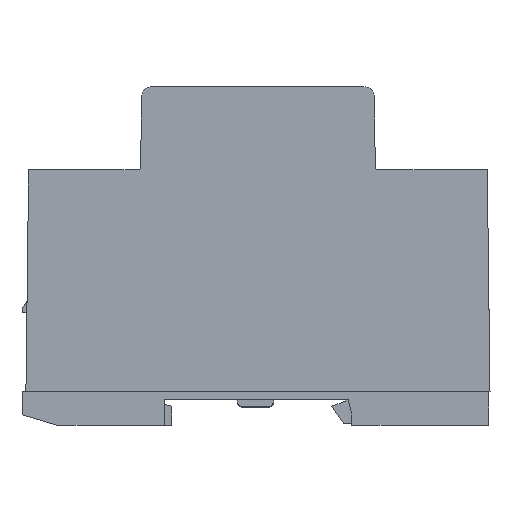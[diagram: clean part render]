
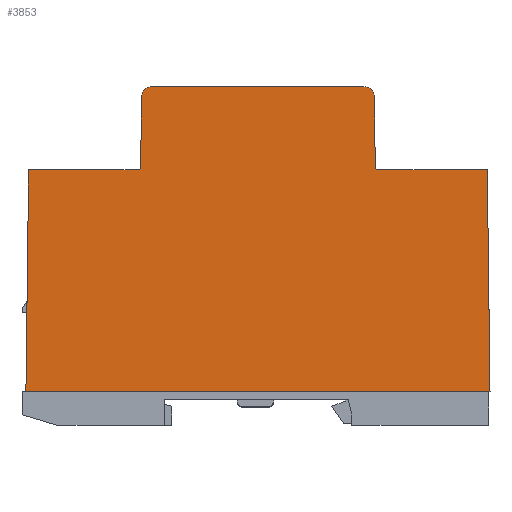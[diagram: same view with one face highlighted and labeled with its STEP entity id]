
A CAD part, left-side view. The second image highlights one B-rep face of the part: STEP entity #3853.
In plain terms, the highlighted planar face has unit normal (-1, 0, 0).
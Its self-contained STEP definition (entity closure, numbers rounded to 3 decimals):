
#3853=ADVANCED_FACE('',(#10153),#10154,.F.);
#3983=VERTEX_POINT('',#10366);
#3991=VERTEX_POINT('',#10374);
#3995=EDGE_CURVE('',#3991,#3983,#10378,.T.);
#3997=VERTEX_POINT('',#10380);
#4003=VERTEX_POINT('',#10386);
#4005=EDGE_CURVE('',#3997,#4003,#10388,.T.);
#4013=VERTEX_POINT('',#10396);
#4019=VERTEX_POINT('',#10402);
#4021=EDGE_CURVE('',#4013,#4019,#10404,.T.);
#4031=VERTEX_POINT('',#10414);
#4039=VERTEX_POINT('',#10422);
#4043=EDGE_CURVE('',#4039,#4031,#10426,.T.);
#5385=VERTEX_POINT('',#11768);
#5387=EDGE_CURVE('',#4003,#5385,#11770,.T.);
#8273=VERTEX_POINT('',#14656);
#8275=VERTEX_POINT('',#14658);
#8277=EDGE_CURVE('',#8273,#8275,#14660,.T.);
#8319=VERTEX_POINT('',#14702);
#8321=EDGE_CURVE('',#8273,#8319,#14704,.T.);
#8349=VERTEX_POINT('',#14732);
#8351=VERTEX_POINT('',#14734);
#8353=EDGE_CURVE('',#8349,#8351,#14736,.T.);
#8385=EDGE_CURVE('',#4031,#8349,#14768,.T.);
#8387=EDGE_CURVE('',#8351,#8275,#14770,.T.);
#8389=EDGE_CURVE('',#4019,#4039,#14772,.T.);
#8391=EDGE_CURVE('',#5385,#4013,#14774,.T.);
#8393=VERTEX_POINT('',#14776);
#8395=EDGE_CURVE('',#8393,#3997,#14778,.T.);
#8397=VERTEX_POINT('',#14780);
#8399=EDGE_CURVE('',#8397,#8393,#14782,.T.);
#8401=EDGE_CURVE('',#3983,#8397,#14784,.T.);
#8403=EDGE_CURVE('',#8319,#3991,#14786,.T.);
#10153=FACE_OUTER_BOUND('',#16530,.T.);
#10154=PLANE('',#16531);
#10366=CARTESIAN_POINT('',(0.25,67.143,49.144));
#10374=CARTESIAN_POINT('',(0.25,67.494,49.0));
#10378=CIRCLE('',#16761,0.5);
#10380=CARTESIAN_POINT('',(0.25,66.234,64.423));
#10386=CARTESIAN_POINT('',(0.25,64.829,65.0));
#10388=CIRCLE('',#16774,2.0);
#10396=CARTESIAN_POINT('',(0.25,22.766,64.423));
#10402=CARTESIAN_POINT('',(0.25,22.171,63.024));
#10404=CIRCLE('',#16796,2.0);
#10414=CARTESIAN_POINT('',(0.25,21.857,49.144));
#10422=CARTESIAN_POINT('',(0.25,22.006,49.494));
#10426=CIRCLE('',#16827,0.5);
#11768=CARTESIAN_POINT('',(0.25,24.171,65.0));
#11770=LINE('',#18983,#18984);
#14656=CARTESIAN_POINT('',(0.25,89.,6.501));
#14658=CARTESIAN_POINT('',(0.25,0.,6.501));
#14660=LINE('',#23721,#23722);
#14702=CARTESIAN_POINT('',(0.25,88.481,49.0));
#14704=LINE('',#23789,#23790);
#14732=CARTESIAN_POINT('',(0.25,21.506,49.0));
#14734=CARTESIAN_POINT('',(0.25,0.519,49.0));
#14736=LINE('',#23841,#23842);
#14768=CIRCLE('',#23888,0.5);
#14770=LINE('',#23891,#23892);
#14772=LINE('',#23895,#23896);
#14774=CIRCLE('',#23899,2.0);
#14776=CARTESIAN_POINT('',(0.25,66.829,63.024));
#14778=CIRCLE('',#23904,2.0);
#14780=CARTESIAN_POINT('',(0.25,66.994,49.494));
#14782=LINE('',#23909,#23910);
#14784=CIRCLE('',#23913,0.5);
#14786=LINE('',#23916,#23917);
#16530=EDGE_LOOP('',(#28746,#28747,#28748,#28749,#28750,#28751,#28752,#28753,#28754,#28755,#28756,#28757,#28758,#28759,#28760,#28761));
#16531=AXIS2_PLACEMENT_3D('',#28762,#28763,#28764);
#16761=AXIS2_PLACEMENT_3D('',#29326,#29327,#29328);
#16774=AXIS2_PLACEMENT_3D('',#29330,#29331,#29332);
#16796=AXIS2_PLACEMENT_3D('',#29338,#29339,#29340);
#16827=AXIS2_PLACEMENT_3D('',#29350,#29351,#29352);
#18983=CARTESIAN_POINT('',(0.25,64.829,65.0));
#18984=VECTOR('',#29973,40.658);
#23721=CARTESIAN_POINT('',(0.25,67.,6.501));
#23722=VECTOR('',#31038,1.0);
#23789=CARTESIAN_POINT('',(0.25,89.,6.5));
#23790=VECTOR('',#31060,42.503);
#23841=CARTESIAN_POINT('',(0.25,21.506,49.0));
#23842=VECTOR('',#31070,20.987);
#23888=AXIS2_PLACEMENT_3D('',#31090,#31091,#31092);
#23891=CARTESIAN_POINT('',(0.25,0.519,49.0));
#23892=VECTOR('',#31093,42.503);
#23895=CARTESIAN_POINT('',(0.25,22.171,63.024));
#23896=VECTOR('',#31094,13.532);
#23899=AXIS2_PLACEMENT_3D('',#31095,#31096,#31097);
#23904=AXIS2_PLACEMENT_3D('',#31098,#31099,#31100);
#23909=CARTESIAN_POINT('',(0.25,66.994,49.494));
#23910=VECTOR('',#31101,13.532);
#23913=AXIS2_PLACEMENT_3D('',#31102,#31103,#31104);
#23916=CARTESIAN_POINT('',(0.25,88.481,49.0));
#23917=VECTOR('',#31105,20.987);
#28746=ORIENTED_EDGE('',*,*,#8277,.T.);
#28747=ORIENTED_EDGE('',*,*,#8387,.F.);
#28748=ORIENTED_EDGE('',*,*,#8353,.F.);
#28749=ORIENTED_EDGE('',*,*,#8385,.F.);
#28750=ORIENTED_EDGE('',*,*,#4043,.F.);
#28751=ORIENTED_EDGE('',*,*,#8389,.F.);
#28752=ORIENTED_EDGE('',*,*,#4021,.F.);
#28753=ORIENTED_EDGE('',*,*,#8391,.F.);
#28754=ORIENTED_EDGE('',*,*,#5387,.F.);
#28755=ORIENTED_EDGE('',*,*,#4005,.F.);
#28756=ORIENTED_EDGE('',*,*,#8395,.F.);
#28757=ORIENTED_EDGE('',*,*,#8399,.F.);
#28758=ORIENTED_EDGE('',*,*,#8401,.F.);
#28759=ORIENTED_EDGE('',*,*,#3995,.F.);
#28760=ORIENTED_EDGE('',*,*,#8403,.F.);
#28761=ORIENTED_EDGE('',*,*,#8321,.F.);
#28762=CARTESIAN_POINT('',(0.25,89.,0.0));
#28763=DIRECTION('',(1.0,0.0,0.0));
#28764=DIRECTION('',(0.0,0.0,-1.0));
#29326=CARTESIAN_POINT('',(0.25,67.494,49.5));
#29327=DIRECTION('',(-1.0,0.0,0.0));
#29328=DIRECTION('',(0.0,0.,-1.0));
#29330=CARTESIAN_POINT('',(0.25,64.829,63.0));
#29331=DIRECTION('',(1.0,0.0,-0.0));
#29332=DIRECTION('',(0.0,1.,0.012));
#29338=CARTESIAN_POINT('',(0.25,24.171,63.0));
#29339=DIRECTION('',(1.0,0.0,0.0));
#29340=DIRECTION('',(0.0,0.,1.0));
#29350=CARTESIAN_POINT('',(0.25,21.506,49.5));
#29351=DIRECTION('',(-1.0,0.0,0.0));
#29352=DIRECTION('',(0.0,1.,-0.012));
#29973=DIRECTION('',(0.0,-1.0,0.0));
#31038=DIRECTION('',(0.0,-1.0,0.0));
#31060=DIRECTION('',(0.0,-0.012,1.));
#31070=DIRECTION('',(0.0,-1.0,0.0));
#31090=CARTESIAN_POINT('',(0.25,21.506,49.5));
#31091=DIRECTION('',(-1.0,0.0,0.0));
#31092=DIRECTION('',(0.0,1.,-0.012));
#31093=DIRECTION('',(0.0,-0.012,-1.));
#31094=DIRECTION('',(0.0,-0.012,-1.));
#31095=CARTESIAN_POINT('',(0.25,24.171,63.0));
#31096=DIRECTION('',(1.0,0.0,0.0));
#31097=DIRECTION('',(0.0,0.,1.0));
#31098=CARTESIAN_POINT('',(0.25,64.829,63.0));
#31099=DIRECTION('',(1.0,0.0,-0.0));
#31100=DIRECTION('',(0.0,1.,0.012));
#31101=DIRECTION('',(0.0,-0.012,1.));
#31102=CARTESIAN_POINT('',(0.25,67.494,49.5));
#31103=DIRECTION('',(-1.0,0.0,0.0));
#31104=DIRECTION('',(0.0,0.,-1.0));
#31105=DIRECTION('',(0.0,-1.0,0.0));
